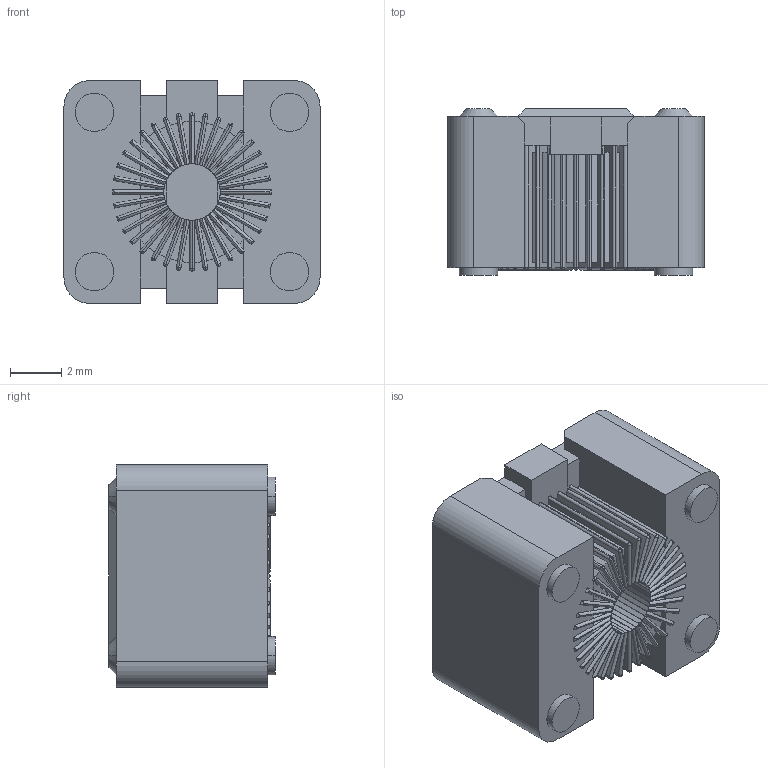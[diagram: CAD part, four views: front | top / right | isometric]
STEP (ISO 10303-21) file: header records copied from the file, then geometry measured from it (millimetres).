
FILE_DESCRIPTION((''),'2;1');
FILE_NAME('SRF1006','2012-08-02T',('ryans'),('Bourns, Inc.'),'PRO/ENGINEER BY PARAMETRIC TECHNOLOGY CORPORATION, 2010100','PRO/ENGINEER BY PARAMETRIC TECHNOLOGY CORPORATION, 2010100','');
FILE_SCHEMA(('CONFIG_CONTROL_DESIGN'));
Length unit declared in the file: millimetre
Products named in the file (1): SRF1006
Bounding box: 10 x 6.5 x 8.7 mm (x, y, z)
Volume: 433.7 mm3; surface area: 691.2 mm2
Topology: 1 solids, 1 shells, 522 faces, 1448 edges, 928 vertices
Faces by surface type: plane 288, cylinder 194, sphere 32, cone 8
Entity records: 17004 total; most frequent: CARTESIAN_POINT 3468, ORIENTED_EDGE 2896, DIRECTION 2758, EDGE_CURVE 1448, VECTOR 1058, LINE 1058, VERTEX_POINT 928, AXIS2_PLACEMENT_3D 850
